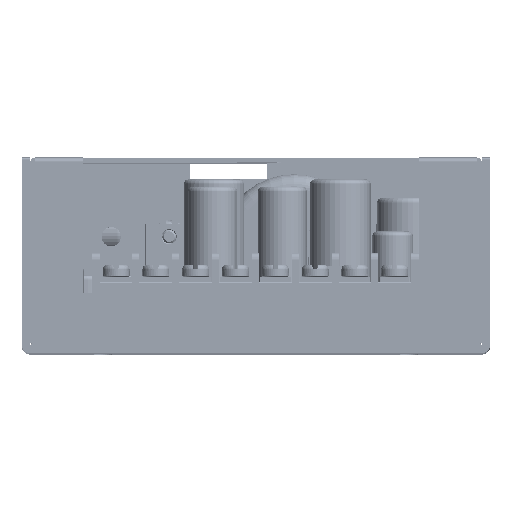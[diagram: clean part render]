
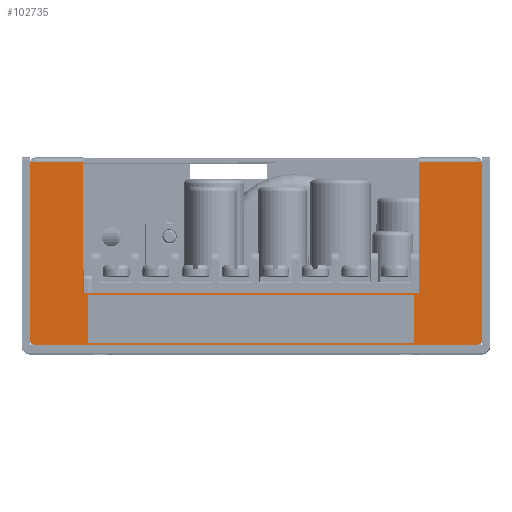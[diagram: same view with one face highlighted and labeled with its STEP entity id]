
A CAD part, top view. The second image highlights one B-rep face of the part: STEP entity #102735.
In plain terms, the highlighted face is planar.
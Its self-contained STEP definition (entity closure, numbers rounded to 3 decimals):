
#164 = ORIENTED_EDGE ( 'NONE', *, *, #115818, .T. ) ;
#2240 = CARTESIAN_POINT ( 'NONE',  ( 99., 38.8, -45.8 ) ) ;
#6062 = CARTESIAN_POINT ( 'NONE',  ( 99., 11.8, -33.8 ) ) ;
#6127 = LINE ( 'NONE', #14798, #30724 ) ;
#7164 = ORIENTED_EDGE ( 'NONE', *, *, #93500, .T. ) ;
#7628 = CARTESIAN_POINT ( 'NONE',  ( 99., 38.8, -33.8 ) ) ;
#8931 = FACE_OUTER_BOUND ( 'NONE', #119513, .T. ) ;
#9395 = CARTESIAN_POINT ( 'NONE',  ( 99., 38.8, 45.8 ) ) ;
#10063 = CARTESIAN_POINT ( 'NONE',  ( 99., 1., -33.8 ) ) ;
#14798 = CARTESIAN_POINT ( 'NONE',  ( 99., 38.8, -45.8 ) ) ;
#15182 = DIRECTION ( 'NONE',  ( 1., 0., 0. ) ) ;
#15645 = DIRECTION ( 'NONE',  ( 0., -1., 0. ) ) ;
#17328 = ORIENTED_EDGE ( 'NONE', *, *, #124864, .T. ) ;
#18587 = CARTESIAN_POINT ( 'NONE',  ( 99., 38.8, 45.8 ) ) ;
#18754 = LINE ( 'NONE', #18587, #20201 ) ;
#20201 = VECTOR ( 'NONE', #91364, 1000. ) ;
#21624 = VECTOR ( 'NONE', #87339, 1000. ) ;
#21819 = EDGE_CURVE ( 'NONE', #120193, #89820, #25422, .T. ) ;
#25422 = LINE ( 'NONE', #123820, #54873 ) ;
#27446 = CARTESIAN_POINT ( 'NONE',  ( 99., 1., 35.8 ) ) ;
#27986 = CARTESIAN_POINT ( 'NONE',  ( 99., 1., -46.8 ) ) ;
#29763 = AXIS2_PLACEMENT_3D ( 'NONE', #87694, #120104, #45510 ) ;
#30503 = ORIENTED_EDGE ( 'NONE', *, *, #55601, .T. ) ;
#30724 = VECTOR ( 'NONE', #133332, 1000. ) ;
#34528 = VECTOR ( 'NONE', #47897, 1000. ) ;
#35149 = VERTEX_POINT ( 'NONE', #6062 ) ;
#35549 = ORIENTED_EDGE ( 'NONE', *, *, #135244, .T. ) ;
#35850 = VERTEX_POINT ( 'NONE', #58116 ) ;
#36913 = CARTESIAN_POINT ( 'NONE',  ( 99., 38.8, 46.8 ) ) ;
#37879 = CARTESIAN_POINT ( 'NONE',  ( 99., 1., -45.8 ) ) ;
#38166 = LINE ( 'NONE', #45607, #21624 ) ;
#38321 = DIRECTION ( 'NONE',  ( -1., 0., 0. ) ) ;
#38345 = ORIENTED_EDGE ( 'NONE', *, *, #100096, .T. ) ;
#38649 = EDGE_CURVE ( 'NONE', #45257, #112753, #38166, .T. ) ;
#40445 = VERTEX_POINT ( 'NONE', #91474 ) ;
#41418 = DIRECTION ( 'NONE',  ( 0., 0., -1. ) ) ;
#42050 = CARTESIAN_POINT ( 'NONE',  ( 99., 1., 45.8 ) ) ;
#42676 = ORIENTED_EDGE ( 'NONE', *, *, #91624, .T. ) ;
#45257 = VERTEX_POINT ( 'NONE', #36913 ) ;
#45510 = DIRECTION ( 'NONE',  ( 0., -1., 0. ) ) ;
#45607 = CARTESIAN_POINT ( 'NONE',  ( 99., 1., 46.8 ) ) ;
#45749 = DIRECTION ( 'NONE',  ( 0., 0., -1. ) ) ;
#45770 = CARTESIAN_POINT ( 'NONE',  ( 99., 38.8, -45.8 ) ) ;
#46780 = ORIENTED_EDGE ( 'NONE', *, *, #21819, .T. ) ;
#47657 = LINE ( 'NONE', #110551, #34528 ) ;
#47897 = DIRECTION ( 'NONE',  ( 0., 0., 1. ) ) ;
#49332 = AXIS2_PLACEMENT_3D ( 'NONE', #37879, #38321, #69544 ) ;
#51008 = ORIENTED_EDGE ( 'NONE', *, *, #52298, .T. ) ;
#52298 = EDGE_CURVE ( 'NONE', #114016, #45257, #18754, .T. ) ;
#54873 = VECTOR ( 'NONE', #41418, 1000. ) ;
#55601 = EDGE_CURVE ( 'NONE', #123768, #68448, #127426, .T. ) ;
#55621 = CARTESIAN_POINT ( 'NONE',  ( 99., 2., 46.8 ) ) ;
#57294 = CARTESIAN_POINT ( 'NONE',  ( 99., 2., 45.8 ) ) ;
#58116 = CARTESIAN_POINT ( 'NONE',  ( 99., 38.8, 35.8 ) ) ;
#59179 = ORIENTED_EDGE ( 'NONE', *, *, #97786, .F. ) ;
#62272 = LINE ( 'NONE', #2240, #99920 ) ;
#65301 = CARTESIAN_POINT ( 'NONE',  ( 99., 1., -45.8 ) ) ;
#65874 = LINE ( 'NONE', #27446, #103524 ) ;
#67204 = EDGE_CURVE ( 'NONE', #40445, #35850, #65874, .T. ) ;
#68448 = VERTEX_POINT ( 'NONE', #130727 ) ;
#69544 = DIRECTION ( 'NONE',  ( 0., -1., 0. ) ) ;
#70721 = LINE ( 'NONE', #118070, #83808 ) ;
#82516 = AXIS2_PLACEMENT_3D ( 'NONE', #57294, #15182, #15645 ) ;
#82959 = ORIENTED_EDGE ( 'NONE', *, *, #38649, .T. ) ;
#83808 = VECTOR ( 'NONE', #45749, 1000. ) ;
#84299 = VERTEX_POINT ( 'NONE', #45770 ) ;
#87339 = DIRECTION ( 'NONE',  ( 0., -1., 0. ) ) ;
#87694 = CARTESIAN_POINT ( 'NONE',  ( 99., 2., -45.8 ) ) ;
#89820 = VERTEX_POINT ( 'NONE', #65301 ) ;
#91364 = DIRECTION ( 'NONE',  ( 0., 0., 1. ) ) ;
#91474 = CARTESIAN_POINT ( 'NONE',  ( 99., 11.8, 35.8 ) ) ;
#91624 = EDGE_CURVE ( 'NONE', #68448, #84299, #47657, .T. ) ;
#91935 = PLANE ( 'NONE',  #49332 ) ;
#93362 = DIRECTION ( 'NONE',  ( 0., 1., 0. ) ) ;
#93500 = EDGE_CURVE ( 'NONE', #106486, #35149, #128955, .T. ) ;
#97786 = EDGE_CURVE ( 'NONE', #40445, #35149, #70721, .T. ) ;
#98857 = CARTESIAN_POINT ( 'NONE',  ( 99., 2., -46.8 ) ) ;
#99920 = VECTOR ( 'NONE', #126323, 1000. ) ;
#100096 = EDGE_CURVE ( 'NONE', #112753, #120193, #106135, .T. ) ;
#101113 = VECTOR ( 'NONE', #124981, 1000. ) ;
#102735 = ADVANCED_FACE ( 'NONE', ( #8931 ), #91935, .F. ) ;
#103524 = VECTOR ( 'NONE', #93362, 1000. ) ;
#106135 = CIRCLE ( 'NONE', #82516, 1. ) ;
#106486 = VERTEX_POINT ( 'NONE', #7628 ) ;
#110346 = DIRECTION ( 'NONE',  ( 0., 1., 0. ) ) ;
#110551 = CARTESIAN_POINT ( 'NONE',  ( 99., 38.8, -45.8 ) ) ;
#112753 = VERTEX_POINT ( 'NONE', #55621 ) ;
#114016 = VERTEX_POINT ( 'NONE', #9395 ) ;
#115818 = EDGE_CURVE ( 'NONE', #89820, #123768, #134725, .T. ) ;
#118070 = CARTESIAN_POINT ( 'NONE',  ( 99., 11.8, -45.8 ) ) ;
#119513 = EDGE_LOOP ( 'NONE', ( #46780, #164, #30503, #42676, #35549, #7164, #59179, #122432, #17328, #51008, #82959, #38345 ) ) ;
#120104 = DIRECTION ( 'NONE',  ( 1., 0., 0. ) ) ;
#120193 = VERTEX_POINT ( 'NONE', #42050 ) ;
#122432 = ORIENTED_EDGE ( 'NONE', *, *, #67204, .T. ) ;
#123768 = VERTEX_POINT ( 'NONE', #98857 ) ;
#123820 = CARTESIAN_POINT ( 'NONE',  ( 99., 1., -45.8 ) ) ;
#124864 = EDGE_CURVE ( 'NONE', #35850, #114016, #62272, .T. ) ;
#124981 = DIRECTION ( 'NONE',  ( 0., -1., 0. ) ) ;
#126323 = DIRECTION ( 'NONE',  ( 0., 0., 1. ) ) ;
#127426 = LINE ( 'NONE', #27986, #134027 ) ;
#128955 = LINE ( 'NONE', #10063, #101113 ) ;
#130727 = CARTESIAN_POINT ( 'NONE',  ( 99., 38.8, -46.8 ) ) ;
#133332 = DIRECTION ( 'NONE',  ( 0., 0., 1. ) ) ;
#134027 = VECTOR ( 'NONE', #110346, 1000. ) ;
#134725 = CIRCLE ( 'NONE', #29763, 1. ) ;
#135244 = EDGE_CURVE ( 'NONE', #84299, #106486, #6127, .T. ) ;
